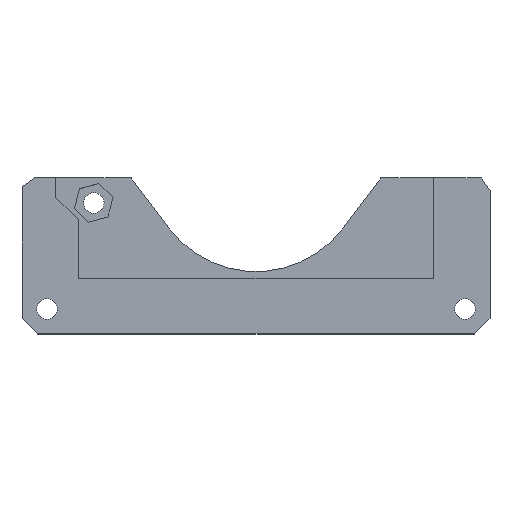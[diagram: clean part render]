
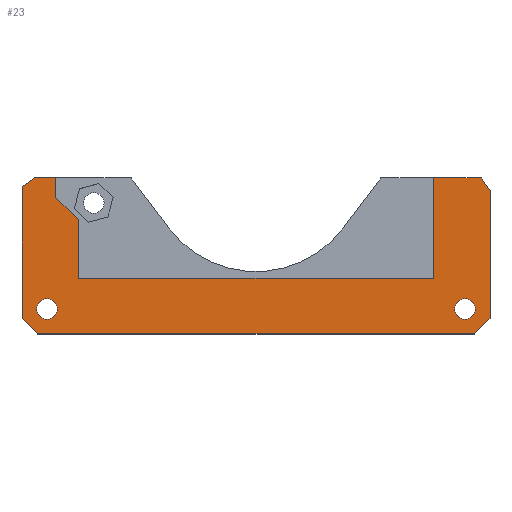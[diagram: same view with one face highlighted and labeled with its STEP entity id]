
A CAD part, top view. The second image highlights one B-rep face of the part: STEP entity #23.
In plain terms, the highlighted planar face has unit normal (0, 0, 1).
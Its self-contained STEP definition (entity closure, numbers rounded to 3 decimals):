
#16 = VERTEX_POINT ( 'NONE', #385 ) ;
#23 = ADVANCED_FACE ( 'NONE', ( #122, #913, #288 ), #468, .T. ) ;
#25 = DIRECTION ( 'NONE',  ( 0., 0., 1. ) ) ;
#37 = EDGE_CURVE ( 'NONE', #745, #396, #904, .T. ) ;
#38 = VECTOR ( 'NONE', #1040, 1000. ) ;
#40 = VERTEX_POINT ( 'NONE', #133 ) ;
#45 = LINE ( 'NONE', #895, #62 ) ;
#59 = DIRECTION ( 'NONE',  ( 0., 1., 0. ) ) ;
#62 = VECTOR ( 'NONE', #303, 1000. ) ;
#87 = DIRECTION ( 'NONE',  ( -1., 0., 0. ) ) ;
#90 = EDGE_CURVE ( 'NONE', #740, #16, #45, .T. ) ;
#93 = ORIENTED_EDGE ( 'NONE', *, *, #111, .T. ) ;
#111 = EDGE_CURVE ( 'NONE', #515, #430, #650, .T. ) ;
#122 = FACE_OUTER_BOUND ( 'NONE', #668, .T. ) ;
#133 = CARTESIAN_POINT ( 'NONE',  ( 75., -50.001, 5. ) ) ;
#138 = CARTESIAN_POINT ( 'NONE',  ( -63.7, -47.001, 5. ) ) ;
#139 = EDGE_CURVE ( 'NONE', #969, #745, #1020, .T. ) ;
#151 = CARTESIAN_POINT ( 'NONE',  ( -71., -5.001, 5. ) ) ;
#154 = ORIENTED_EDGE ( 'NONE', *, *, #776, .T. ) ;
#157 = EDGE_CURVE ( 'NONE', #928, #710, #528, .T. ) ;
#162 = ORIENTED_EDGE ( 'NONE', *, *, #441, .T. ) ;
#177 = EDGE_CURVE ( 'NONE', #16, #396, #254, .T. ) ;
#178 = VERTEX_POINT ( 'NONE', #599 ) ;
#183 = LINE ( 'NONE', #712, #916 ) ;
#190 = ORIENTED_EDGE ( 'NONE', *, *, #700, .F. ) ;
#193 = EDGE_CURVE ( 'NONE', #40, #740, #1101, .T. ) ;
#197 = DIRECTION ( 'NONE',  ( 0.707, -0.707, 0. ) ) ;
#202 = ORIENTED_EDGE ( 'NONE', *, *, #360, .F. ) ;
#205 = DIRECTION ( 'NONE',  ( 0., 1., 0. ) ) ;
#206 = VECTOR ( 'NONE', #247, 1000. ) ;
#213 = EDGE_LOOP ( 'NONE', ( #232, #202 ) ) ;
#216 = CARTESIAN_POINT ( 'NONE',  ( -75., -55.001, 5. ) ) ;
#222 = AXIS2_PLACEMENT_3D ( 'NONE', #1008, #25, #996 ) ;
#223 = CARTESIAN_POINT ( 'NONE',  ( 67., -47.001, 5. ) ) ;
#226 = VERTEX_POINT ( 'NONE', #772 ) ;
#232 = ORIENTED_EDGE ( 'NONE', *, *, #872, .F. ) ;
#240 = LINE ( 'NONE', #760, #261 ) ;
#243 = AXIS2_PLACEMENT_3D ( 'NONE', #405, #670, #316 ) ;
#247 = DIRECTION ( 'NONE',  ( -1., 0., 0. ) ) ;
#254 = LINE ( 'NONE', #836, #206 ) ;
#261 = VECTOR ( 'NONE', #592, 1000. ) ;
#272 = LINE ( 'NONE', #793, #622 ) ;
#274 = EDGE_CURVE ( 'NONE', #922, #415, #340, .T. ) ;
#279 = ORIENTED_EDGE ( 'NONE', *, *, #482, .F. ) ;
#288 = FACE_BOUND ( 'NONE', #410, .T. ) ;
#289 = EDGE_CURVE ( 'NONE', #1052, #639, #240, .T. ) ;
#303 = DIRECTION ( 'NONE',  ( -0.572, 0.82, 0. ) ) ;
#306 = VECTOR ( 'NONE', #197, 1000. ) ;
#309 = CARTESIAN_POINT ( 'NONE',  ( 62.501, -62.501, 5. ) ) ;
#316 = DIRECTION ( 'NONE',  ( 1., 0., 0. ) ) ;
#317 = AXIS2_PLACEMENT_3D ( 'NONE', #531, #433, #87 ) ;
#318 = CARTESIAN_POINT ( 'NONE',  ( -64.219, -5.001, 5. ) ) ;
#327 = CARTESIAN_POINT ( 'NONE',  ( -70.3, -47.001, 5. ) ) ;
#340 = LINE ( 'NONE', #1033, #38 ) ;
#357 = EDGE_CURVE ( 'NONE', #639, #1130, #183, .T. ) ;
#360 = EDGE_CURVE ( 'NONE', #178, #226, #425, .T. ) ;
#385 = CARTESIAN_POINT ( 'NONE',  ( 72.21, -5.001, 5. ) ) ;
#387 = CARTESIAN_POINT ( 'NONE',  ( -67., -47.001, 5. ) ) ;
#396 = VERTEX_POINT ( 'NONE', #618 ) ;
#405 = CARTESIAN_POINT ( 'NONE',  ( -67., -47.001, 5. ) ) ;
#407 = DIRECTION ( 'NONE',  ( -1., 0., 0. ) ) ;
#410 = EDGE_LOOP ( 'NONE', ( #993, #987 ) ) ;
#415 = VERTEX_POINT ( 'NONE', #612 ) ;
#417 = LINE ( 'NONE', #917, #761 ) ;
#425 = CIRCLE ( 'NONE', #317, 3.3 ) ;
#430 = VERTEX_POINT ( 'NONE', #795 ) ;
#433 = DIRECTION ( 'NONE',  ( 0., 0., 1. ) ) ;
#441 = EDGE_CURVE ( 'NONE', #430, #40, #873, .T. ) ;
#468 = PLANE ( 'NONE',  #222 ) ;
#476 = CARTESIAN_POINT ( 'NONE',  ( -75., -5.001, 5. ) ) ;
#482 = EDGE_CURVE ( 'NONE', #415, #1036, #559, .T. ) ;
#509 = CARTESIAN_POINT ( 'NONE',  ( -75., -50.001, 5. ) ) ;
#515 = VERTEX_POINT ( 'NONE', #655 ) ;
#528 = CIRCLE ( 'NONE', #243, 3.3 ) ;
#531 = CARTESIAN_POINT ( 'NONE',  ( 67., -47.001, 5. ) ) ;
#551 = VECTOR ( 'NONE', #205, 1000. ) ;
#559 = LINE ( 'NONE', #903, #306 ) ;
#569 = VECTOR ( 'NONE', #742, 1000. ) ;
#592 = DIRECTION ( 'NONE',  ( -0.82, -0.572, 0. ) ) ;
#599 = CARTESIAN_POINT ( 'NONE',  ( 70.3, -47.001, 5. ) ) ;
#612 = CARTESIAN_POINT ( 'NONE',  ( -64.219, -11.092, 5. ) ) ;
#618 = CARTESIAN_POINT ( 'NONE',  ( 56.85, -5.001, 5. ) ) ;
#621 = ORIENTED_EDGE ( 'NONE', *, *, #193, .T. ) ;
#622 = VECTOR ( 'NONE', #807, 1000. ) ;
#637 = DIRECTION ( 'NONE',  ( 1., 0., 0. ) ) ;
#639 = VERTEX_POINT ( 'NONE', #766 ) ;
#646 = DIRECTION ( 'NONE',  ( -1., 0., 0. ) ) ;
#650 = LINE ( 'NONE', #216, #789 ) ;
#655 = CARTESIAN_POINT ( 'NONE',  ( -70., -55.001, 5. ) ) ;
#668 = EDGE_LOOP ( 'NONE', ( #685, #1097, #190, #279, #831, #1103, #698, #949, #154, #93, #162, #621, #999, #743 ) ) ;
#670 = DIRECTION ( 'NONE',  ( 0., 0., 1. ) ) ;
#685 = ORIENTED_EDGE ( 'NONE', *, *, #37, .F. ) ;
#687 = VECTOR ( 'NONE', #646, 1000. ) ;
#698 = ORIENTED_EDGE ( 'NONE', *, *, #289, .T. ) ;
#700 = EDGE_CURVE ( 'NONE', #1036, #969, #417, .T. ) ;
#702 = VECTOR ( 'NONE', #947, 1000. ) ;
#710 = VERTEX_POINT ( 'NONE', #327 ) ;
#712 = CARTESIAN_POINT ( 'NONE',  ( -75., -5.001, 5. ) ) ;
#733 = CIRCLE ( 'NONE', #920, 3.3 ) ;
#739 = LINE ( 'NONE', #476, #687 ) ;
#740 = VERTEX_POINT ( 'NONE', #1065 ) ;
#742 = DIRECTION ( 'NONE',  ( 0.707, 0.707, 0. ) ) ;
#743 = ORIENTED_EDGE ( 'NONE', *, *, #177, .T. ) ;
#744 = DIRECTION ( 'NONE',  ( 0., 0., 1. ) ) ;
#745 = VERTEX_POINT ( 'NONE', #880 ) ;
#760 = CARTESIAN_POINT ( 'NONE',  ( -20.895, 29.952, 5. ) ) ;
#761 = VECTOR ( 'NONE', #1031, 1000. ) ;
#766 = CARTESIAN_POINT ( 'NONE',  ( -75., -7.792, 5. ) ) ;
#772 = CARTESIAN_POINT ( 'NONE',  ( 63.7, -47.001, 5. ) ) ;
#776 = EDGE_CURVE ( 'NONE', #1130, #515, #272, .T. ) ;
#789 = VECTOR ( 'NONE', #824, 1000. ) ;
#793 = CARTESIAN_POINT ( 'NONE',  ( -62.501, -62.501, 5. ) ) ;
#795 = CARTESIAN_POINT ( 'NONE',  ( 70., -55.001, 5. ) ) ;
#807 = DIRECTION ( 'NONE',  ( 0.707, -0.707, 0. ) ) ;
#812 = CARTESIAN_POINT ( 'NONE',  ( 56.85, -37.1, 5. ) ) ;
#818 = CARTESIAN_POINT ( 'NONE',  ( -56.85, -37.1, 5. ) ) ;
#824 = DIRECTION ( 'NONE',  ( 1., 0., 0. ) ) ;
#825 = AXIS2_PLACEMENT_3D ( 'NONE', #387, #990, #637 ) ;
#831 = ORIENTED_EDGE ( 'NONE', *, *, #274, .F. ) ;
#836 = CARTESIAN_POINT ( 'NONE',  ( 40., -5.001, 5. ) ) ;
#857 = CARTESIAN_POINT ( 'NONE',  ( 75., -5.001, 5. ) ) ;
#869 = DIRECTION ( 'NONE',  ( 0., -1., 0. ) ) ;
#872 = EDGE_CURVE ( 'NONE', #226, #178, #733, .T. ) ;
#873 = LINE ( 'NONE', #309, #569 ) ;
#880 = CARTESIAN_POINT ( 'NONE',  ( 56.85, -37.1, 5. ) ) ;
#883 = EDGE_CURVE ( 'NONE', #710, #928, #975, .T. ) ;
#895 = CARTESIAN_POINT ( 'NONE',  ( 46.225, 32.247, 5. ) ) ;
#903 = CARTESIAN_POINT ( 'NONE',  ( -56.85, -18.462, 5. ) ) ;
#904 = LINE ( 'NONE', #812, #551 ) ;
#913 = FACE_BOUND ( 'NONE', #213, .T. ) ;
#916 = VECTOR ( 'NONE', #869, 1000. ) ;
#917 = CARTESIAN_POINT ( 'NONE',  ( -56.85, -37.1, 5. ) ) ;
#920 = AXIS2_PLACEMENT_3D ( 'NONE', #223, #744, #407 ) ;
#922 = VERTEX_POINT ( 'NONE', #318 ) ;
#928 = VERTEX_POINT ( 'NONE', #138 ) ;
#939 = VECTOR ( 'NONE', #59, 1000. ) ;
#947 = DIRECTION ( 'NONE',  ( 1., 0., 0. ) ) ;
#949 = ORIENTED_EDGE ( 'NONE', *, *, #357, .T. ) ;
#953 = EDGE_CURVE ( 'NONE', #922, #1052, #739, .T. ) ;
#969 = VERTEX_POINT ( 'NONE', #818 ) ;
#975 = CIRCLE ( 'NONE', #825, 3.3 ) ;
#987 = ORIENTED_EDGE ( 'NONE', *, *, #157, .F. ) ;
#990 = DIRECTION ( 'NONE',  ( 0., 0., 1. ) ) ;
#993 = ORIENTED_EDGE ( 'NONE', *, *, #883, .F. ) ;
#996 = DIRECTION ( 'NONE',  ( 1., 0., 0. ) ) ;
#999 = ORIENTED_EDGE ( 'NONE', *, *, #90, .T. ) ;
#1008 = CARTESIAN_POINT ( 'NONE',  ( 0., 0., 5. ) ) ;
#1014 = CARTESIAN_POINT ( 'NONE',  ( 56.85, -37.1, 5. ) ) ;
#1020 = LINE ( 'NONE', #1014, #702 ) ;
#1031 = DIRECTION ( 'NONE',  ( 0., -1., 0. ) ) ;
#1033 = CARTESIAN_POINT ( 'NONE',  ( -64.219, -11.092, 5. ) ) ;
#1036 = VERTEX_POINT ( 'NONE', #1041 ) ;
#1040 = DIRECTION ( 'NONE',  ( 0., -1., 0. ) ) ;
#1041 = CARTESIAN_POINT ( 'NONE',  ( -56.85, -18.462, 5. ) ) ;
#1052 = VERTEX_POINT ( 'NONE', #151 ) ;
#1065 = CARTESIAN_POINT ( 'NONE',  ( 75., -9.001, 5. ) ) ;
#1097 = ORIENTED_EDGE ( 'NONE', *, *, #139, .F. ) ;
#1101 = LINE ( 'NONE', #857, #939 ) ;
#1103 = ORIENTED_EDGE ( 'NONE', *, *, #953, .T. ) ;
#1130 = VERTEX_POINT ( 'NONE', #509 ) ;
